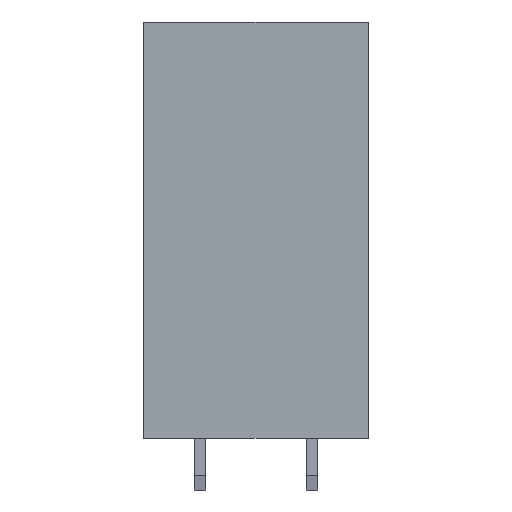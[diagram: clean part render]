
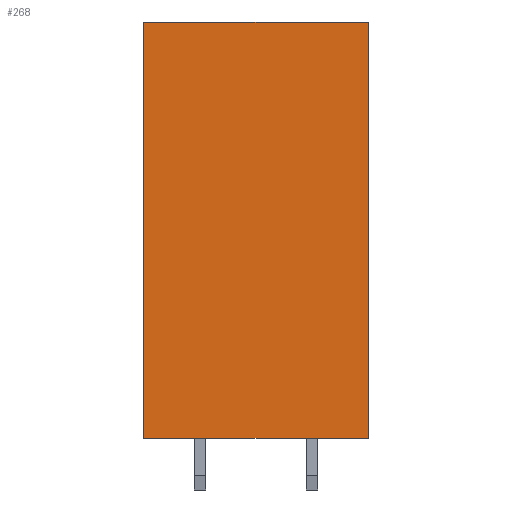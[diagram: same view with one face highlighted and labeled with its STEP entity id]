
A CAD part, front view. The second image highlights one B-rep face of the part: STEP entity #268.
In plain terms, the highlighted planar face has unit normal (0, -1, 0).
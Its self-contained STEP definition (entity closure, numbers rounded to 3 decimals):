
#241=AXIS2_PLACEMENT_3D('Plane Axis2P3D',#238,#239,#240) ;
#80=CARTESIAN_POINT('Vertex',(15.24,0.,3.5)) ;
#83=CARTESIAN_POINT('Line Origine',(7.62,0.,3.5)) ;
#87=CARTESIAN_POINT('Vertex',(0.,0.,3.5)) ;
#238=CARTESIAN_POINT('Axis2P3D Location',(0.,0.,31.8)) ;
#243=CARTESIAN_POINT('Line Origine',(15.24,0.,17.65)) ;
#247=CARTESIAN_POINT('Vertex',(15.24,0.,31.8)) ;
#250=CARTESIAN_POINT('Line Origine',(7.62,0.,31.8)) ;
#254=CARTESIAN_POINT('Vertex',(0.,0.,31.8)) ;
#257=CARTESIAN_POINT('Line Origine',(0.,0.,17.65)) ;
#84=DIRECTION('Vector Direction',(1.,0.,0.)) ;
#239=DIRECTION('Axis2P3D Direction',(0.,-1.,0.)) ;
#240=DIRECTION('Axis2P3D XDirection',(0.,-0.,-1.)) ;
#244=DIRECTION('Vector Direction',(0.,0.,-1.)) ;
#251=DIRECTION('Vector Direction',(1.,0.,0.)) ;
#258=DIRECTION('Vector Direction',(0.,0.,-1.)) ;
#85=VECTOR('Line Direction',#84,1.) ;
#245=VECTOR('Line Direction',#244,1.) ;
#252=VECTOR('Line Direction',#251,1.) ;
#259=VECTOR('Line Direction',#258,1.) ;
#263=ORIENTED_EDGE('',*,*,#249,.T.) ;
#264=ORIENTED_EDGE('',*,*,#256,.F.) ;
#265=ORIENTED_EDGE('',*,*,#261,.F.) ;
#266=ORIENTED_EDGE('',*,*,#89,.T.) ;
#268=ADVANCED_FACE('HOUSING',(#267),#242,.T.) ;
#89=EDGE_CURVE('',#88,#81,#86,.T.) ;
#249=EDGE_CURVE('',#81,#248,#246,.F.) ;
#256=EDGE_CURVE('',#255,#248,#253,.T.) ;
#261=EDGE_CURVE('',#88,#255,#260,.F.) ;
#262=EDGE_LOOP('',(#263,#264,#265,#266)) ;
#267=FACE_OUTER_BOUND('',#262,.T.) ;
#86=LINE('Line',#83,#85) ;
#246=LINE('Line',#243,#245) ;
#253=LINE('Line',#250,#252) ;
#260=LINE('Line',#257,#259) ;
#242=PLANE('',#241) ;
#81=VERTEX_POINT('',#80) ;
#88=VERTEX_POINT('',#87) ;
#248=VERTEX_POINT('',#247) ;
#255=VERTEX_POINT('',#254) ;
